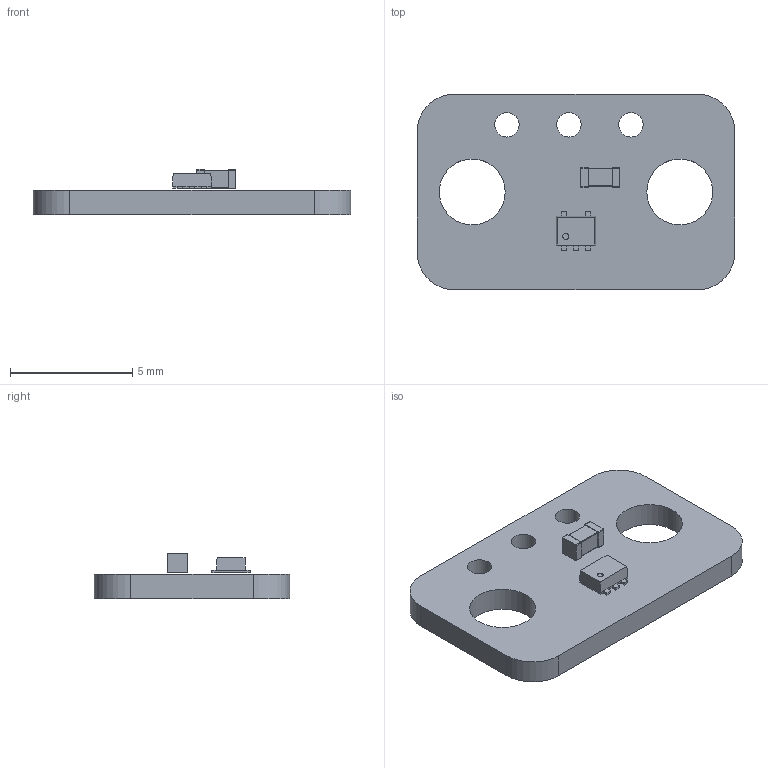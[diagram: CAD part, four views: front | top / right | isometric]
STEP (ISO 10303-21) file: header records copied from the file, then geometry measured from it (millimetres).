
FILE_DESCRIPTION(('KiCad electronic assembly'),'2;1');
FILE_NAME('hallV1.step','2021-02-11T10:30:35',('An Author'),('A Company' ),'Open CASCADE STEP processor 6.9','KiCad to STEP converter', 'Unknown');
FILE_SCHEMA(('AUTOMOTIVE_DESIGN { 1 0 10303 214 1 1 1 1 }'));
Length unit declared in the file: millimetre
Products named in the file (6): Open CASCADE STEP translator 6.9 1; C_0603_1608Metric; SOLID; SOT-553; COMPOUND
Assembly tree (5 placements, depth 3):
  Open CASCADE STEP translator 6.9 1
    C_0603_1608Metric
      SOLID
    SOT-553
      SOLID
    COMPOUND
Bounding box: 13 x 8 x 1.85 mm (x, y, z)
Volume: 90.3 mm3; surface area: 256.3 mm2
Topology: 3 solids, 3 shells, 90 faces, 219 edges, 138 vertices
Faces by surface type: plane 55, cylinder 22, bspline 13
Full cylindrical faces by diameter (mm): 0.25 x1, 1 x3, 2.7 x2
Entity records: 9066 total; most frequent: CARTESIAN_POINT 4029, DIRECTION 803, LINE 518, VECTOR 518, ORIENTED_EDGE 438, PCURVE 438, DEFINITIONAL_REPRESENTATION 438, EDGE_CURVE 219
